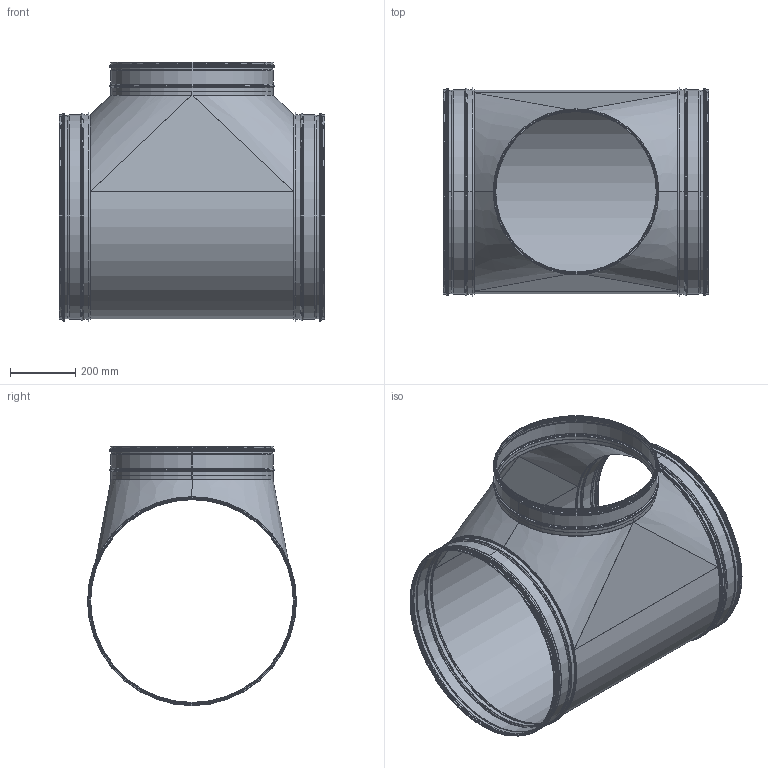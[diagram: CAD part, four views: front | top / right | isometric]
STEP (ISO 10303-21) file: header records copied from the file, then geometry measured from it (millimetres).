
FILE_DESCRIPTION((''),'2;1');
FILE_NAME('HTK_630-500.stp','2014-02-21T07:14:10',(''),(''),'Autodesk Inventor 2013','Autodesk Inventor 2013','');
FILE_SCHEMA(('AUTOMOTIVE_DESIGN { 1 2 10303 214 0 1 1 1 }'));
Length unit declared in the file: millimetre
Products named in the file (12): HTK_630-500; HTKRörämne_630-500; HTKRörämnesdel2-630-500; HTKRörämnesdel1-630-500; HTKRörämnesdel3-630-500; HTKRörämnesdel4-630-500; StosStödsick-500; StosStödsickRörämne-500; 999010; HSGMedFals-630; HSGMedFalsRörämne-630; 999011
Assembly tree (13 placements, depth 3):
  HTK_630-500
    HTKRörämne_630-500
      HTKRörämnesdel2-630-500
      HTKRörämnesdel1-630-500
      HTKRörämnesdel3-630-500
      HTKRörämnesdel4-630-500  x2
    StosStödsick-500
      StosStödsickRörämne-500
      999010
    HSGMedFals-630  x2
      HSGMedFalsRörämne-630
      999011
Bounding box: 815.96 x 643.13 x 797.14 mm (x, y, z)
Volume: 1137144.2 mm3; surface area: 4046565.8 mm2
Topology: 11 solids, 11 shells, 353 faces, 693 edges, 369 vertices
Faces by surface type: plane 177, torus 72, cylinder 54, cone 30, bspline 20
Full cylindrical faces by diameter (mm): 492.95 x1, 493.95 x1, 495.15 x1, 497.2 x1, 497.75 x6, 498.2 x1, 498.75 x3, 504.15 x1, 509.15 x1, 622.9 x2, 623.9 x2, 625.1 x2, 627.7 x14, 628.7 x8, 631.7 x2, 634.1 x2, 638.7 x2, 639.1 x2
Entity records: 7330 total; most frequent: CARTESIAN_POINT 1915, DIRECTION 1106, ORIENTED_EDGE 896, AXIS2_PLACEMENT_3D 449, EDGE_CURVE 448, EDGE_LOOP 280, VERTEX_POINT 254, STYLED_ITEM 250
